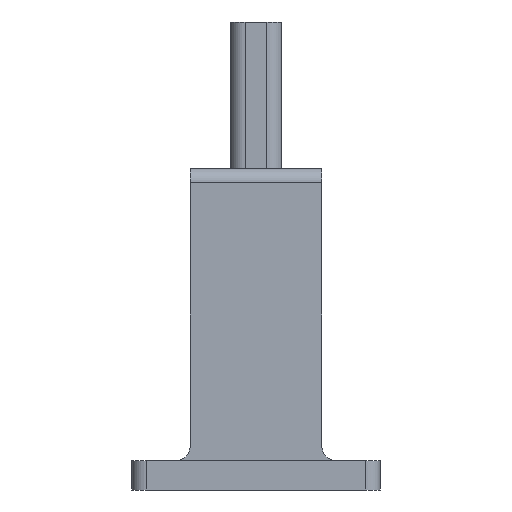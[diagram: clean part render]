
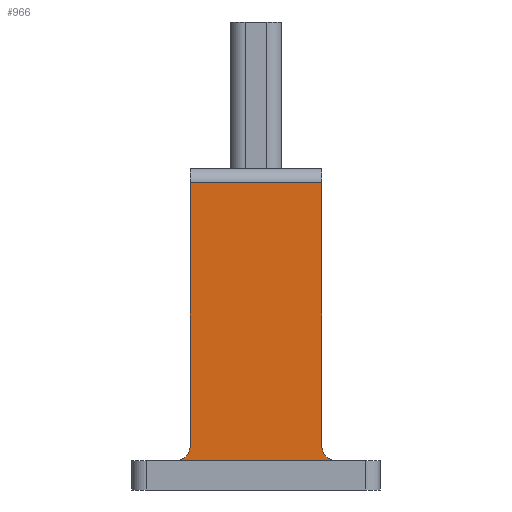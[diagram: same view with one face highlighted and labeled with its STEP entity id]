
A CAD part, front view. The second image highlights one B-rep face of the part: STEP entity #966.
In plain terms, the highlighted planar face has unit normal (0, -1, 0).
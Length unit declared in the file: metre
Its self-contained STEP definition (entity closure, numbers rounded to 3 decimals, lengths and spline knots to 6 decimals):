
#74=CIRCLE('',#1062,0.001);
#75=CIRCLE('',#1063,0.001);
#198=ORIENTED_EDGE('',*,*,#409,.F.);
#199=ORIENTED_EDGE('',*,*,#455,.T.);
#200=ORIENTED_EDGE('',*,*,#388,.T.);
#201=ORIENTED_EDGE('',*,*,#456,.T.);
#202=ORIENTED_EDGE('',*,*,#431,.T.);
#203=ORIENTED_EDGE('',*,*,#457,.T.);
#388=EDGE_CURVE('',#529,#528,#620,.T.);
#409=EDGE_CURVE('',#545,#546,#633,.T.);
#431=EDGE_CURVE('',#565,#564,#647,.T.);
#455=EDGE_CURVE('',#545,#529,#661,.F.);
#456=EDGE_CURVE('',#528,#565,#74,.T.);
#457=EDGE_CURVE('',#564,#546,#75,.T.);
#528=VERTEX_POINT('',#1446);
#529=VERTEX_POINT('',#1448);
#545=VERTEX_POINT('',#1486);
#546=VERTEX_POINT('',#1488);
#564=VERTEX_POINT('',#1530);
#565=VERTEX_POINT('',#1532);
#620=LINE('',#1447,#712);
#633=LINE('',#1487,#725);
#647=LINE('',#1531,#739);
#661=LINE('',#1574,#753);
#712=VECTOR('',#1143,1.);
#725=VECTOR('',#1176,1.);
#739=VECTOR('',#1212,1.);
#753=VECTOR('',#1262,1.);
#813=EDGE_LOOP('',(#198,#199,#200,#201,#202,#203));
#879=FACE_BOUND('',#813,.T.);
#936=PLANE('',#1061);
#966=ADVANCED_FACE('',(#879),#936,.F.);
#1061=AXIS2_PLACEMENT_3D('',#1573,#1260,#1261);
#1062=AXIS2_PLACEMENT_3D('',#1575,#1263,#1264);
#1063=AXIS2_PLACEMENT_3D('',#1576,#1265,#1266);
#1143=DIRECTION('',(0.,0.,-1.));
#1176=DIRECTION('',(0.,0.,-1.));
#1212=DIRECTION('',(1.,0.,0.));
#1260=DIRECTION('',(0.,1.,0.));
#1261=DIRECTION('',(0.,0.,1.));
#1262=DIRECTION('',(1.,0.,0.));
#1263=DIRECTION('',(0.,1.,0.));
#1264=DIRECTION('',(0.,0.,1.));
#1265=DIRECTION('',(0.,1.,0.));
#1266=DIRECTION('',(0.,0.,1.));
#1446=CARTESIAN_POINT('',(-0.0045,-0.0173,0.003));
#1447=CARTESIAN_POINT('',(-0.0045,-0.0173,0.02));
#1448=CARTESIAN_POINT('',(-0.0045,-0.0173,0.021));
#1486=CARTESIAN_POINT('',(0.0045,-0.0173,0.021));
#1487=CARTESIAN_POINT('',(0.0045,-0.0173,0.02));
#1488=CARTESIAN_POINT('',(0.0045,-0.0173,0.003));
#1530=CARTESIAN_POINT('',(0.0055,-0.0173,0.002));
#1531=CARTESIAN_POINT('',(0.,-0.0173,0.002));
#1532=CARTESIAN_POINT('',(-0.0055,-0.0173,0.002));
#1573=CARTESIAN_POINT('',(0.,-0.0173,0.02));
#1574=CARTESIAN_POINT('',(-0.0045,-0.0173,0.021));
#1575=CARTESIAN_POINT('',(-0.0055,-0.0173,0.003));
#1576=CARTESIAN_POINT('',(0.0055,-0.0173,0.003));
